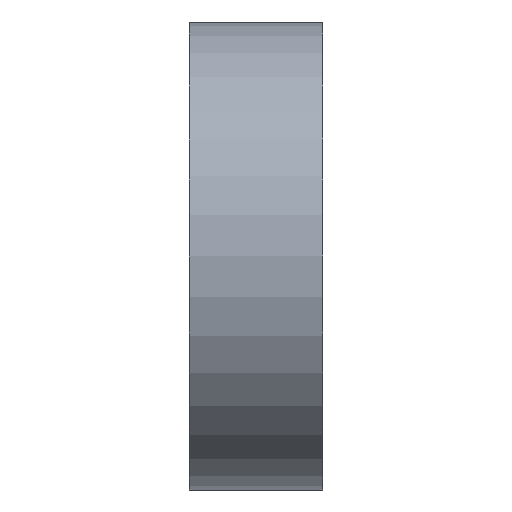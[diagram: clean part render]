
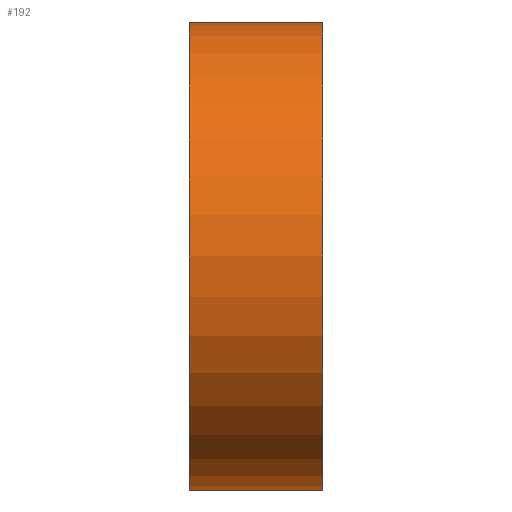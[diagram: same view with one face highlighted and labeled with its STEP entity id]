
A CAD part, left-side view. The second image highlights one B-rep face of the part: STEP entity #192.
In plain terms, the highlighted cylindrical face has radius 7 mm (diameter 14 mm), a partial arc.
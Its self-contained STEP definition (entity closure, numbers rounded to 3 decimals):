
#18=CYLINDRICAL_SURFACE('',#228,7.);
#36=FACE_OUTER_BOUND('',#54,.T.);
#54=EDGE_LOOP('',(#169,#170,#171,#172));
#61=LINE('',#312,#73);
#64=LINE('',#330,#76);
#73=VECTOR('',#253,10.);
#76=VECTOR('',#274,10.);
#81=CIRCLE('',#210,7.);
#88=CIRCLE('',#220,7.);
#93=VERTEX_POINT('',#291);
#94=VERTEX_POINT('',#292);
#102=VERTEX_POINT('',#310);
#104=VERTEX_POINT('',#318);
#109=EDGE_CURVE('',#93,#94,#81,.T.);
#119=EDGE_CURVE('',#94,#102,#61,.T.);
#122=EDGE_CURVE('',#102,#104,#88,.T.);
#128=EDGE_CURVE('',#104,#93,#64,.T.);
#169=ORIENTED_EDGE('',*,*,#109,.T.);
#170=ORIENTED_EDGE('',*,*,#119,.T.);
#171=ORIENTED_EDGE('',*,*,#122,.T.);
#172=ORIENTED_EDGE('',*,*,#128,.T.);
#192=ADVANCED_FACE('',(#36),#18,.T.);
#210=AXIS2_PLACEMENT_3D('',#293,#235,#236);
#220=AXIS2_PLACEMENT_3D('',#319,#261,#262);
#228=AXIS2_PLACEMENT_3D('',#335,#281,#282);
#235=DIRECTION('center_axis',(0.,-1.,0.));
#236=DIRECTION('ref_axis',(1.,0.,0.));
#253=DIRECTION('',(0.,-1.,0.));
#261=DIRECTION('center_axis',(0.,1.,0.));
#262=DIRECTION('ref_axis',(1.,0.,0.));
#274=DIRECTION('',(0.,1.,0.));
#281=DIRECTION('center_axis',(0.,1.,0.));
#282=DIRECTION('ref_axis',(-1.,0.,0.));
#291=CARTESIAN_POINT('',(-20.,-1.,7.));
#292=CARTESIAN_POINT('',(-20.,-1.,-7.));
#293=CARTESIAN_POINT('Origin',(-20.,-1.,0.));
#310=CARTESIAN_POINT('',(-20.,-5.,-7.));
#312=CARTESIAN_POINT('',(-20.,0.,-7.));
#318=CARTESIAN_POINT('',(-20.,-5.,7.));
#319=CARTESIAN_POINT('Origin',(-20.,-5.,0.));
#330=CARTESIAN_POINT('',(-20.,0.,7.));
#335=CARTESIAN_POINT('Origin',(-20.,0.,0.));
